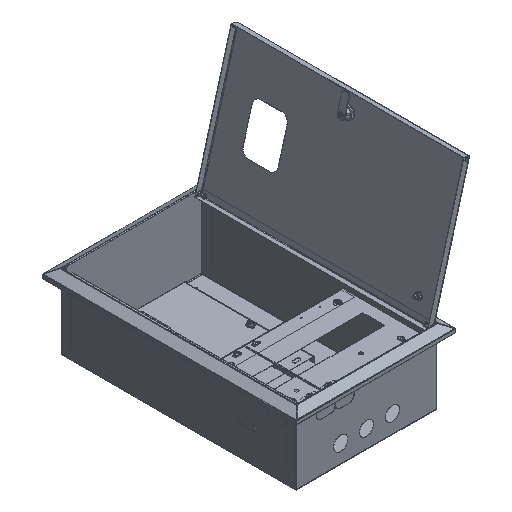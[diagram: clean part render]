
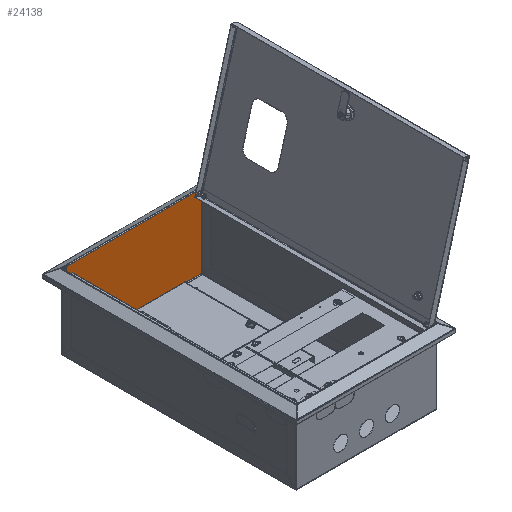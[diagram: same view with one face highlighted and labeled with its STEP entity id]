
A CAD part, isometric view. The second image highlights one B-rep face of the part: STEP entity #24138.
In plain terms, the highlighted planar face has unit normal (0, -1, 0).
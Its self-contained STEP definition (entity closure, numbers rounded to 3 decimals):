
#228 = EDGE_CURVE ( 'NONE', #14224, #2168, #26932, .T. ) ;
#810 = DIRECTION ( 'NONE',  ( 0., 1., 0. ) ) ;
#1075 = ORIENTED_EDGE ( 'NONE', *, *, #228, .F. ) ;
#1224 = CARTESIAN_POINT ( 'NONE',  ( 0., 499.3, 157.56 ) ) ;
#1954 = DIRECTION ( 'NONE',  ( 0., 0., 1. ) ) ;
#2168 = VERTEX_POINT ( 'NONE', #17536 ) ;
#2452 = CARTESIAN_POINT ( 'NONE',  ( 296.6, 499.3, 0. ) ) ;
#2527 = ORIENTED_EDGE ( 'NONE', *, *, #13185, .T. ) ;
#3882 = FACE_BOUND ( 'NONE', #32156, .T. ) ;
#4574 = VERTEX_POINT ( 'NONE', #9605 ) ;
#4809 = LINE ( 'NONE', #27476, #12598 ) ;
#5077 = CARTESIAN_POINT ( 'NONE',  ( 288.9, 499.3, 155.4 ) ) ;
#5951 = PLANE ( 'NONE',  #25357 ) ;
#6810 = DIRECTION ( 'NONE',  ( -1., 0., 0. ) ) ;
#7006 = EDGE_LOOP ( 'NONE', ( #2527, #30113 ) ) ;
#7107 = CIRCLE ( 'NONE', #32038, 2.1 ) ;
#7228 = CARTESIAN_POINT ( 'NONE',  ( 7.7, 499.3, 155.4 ) ) ;
#7675 = DIRECTION ( 'NONE',  ( 0., 1., 0. ) ) ;
#8234 = ORIENTED_EDGE ( 'NONE', *, *, #17792, .T. ) ;
#8411 = DIRECTION ( 'NONE',  ( 0., 1., 0. ) ) ;
#9361 = LINE ( 'NONE', #25503, #22573 ) ;
#9605 = CARTESIAN_POINT ( 'NONE',  ( 296.6, 499.3, 157.56 ) ) ;
#10215 = EDGE_LOOP ( 'NONE', ( #33853, #19060, #1075, #32799 ) ) ;
#10359 = CARTESIAN_POINT ( 'NONE',  ( 7.7, 499.3, 153.3 ) ) ;
#10615 = VERTEX_POINT ( 'NONE', #1224 ) ;
#12598 = VECTOR ( 'NONE', #24837, 1000. ) ;
#12992 = DIRECTION ( 'NONE',  ( 0., 0., 1. ) ) ;
#13185 = EDGE_CURVE ( 'NONE', #16144, #15515, #25309, .T. ) ;
#13748 = CARTESIAN_POINT ( 'NONE',  ( 296.6, 499.3, 1. ) ) ;
#14156 = CARTESIAN_POINT ( 'NONE',  ( 288.9, 499.3, 151.2 ) ) ;
#14224 = VERTEX_POINT ( 'NONE', #13748 ) ;
#15515 = VERTEX_POINT ( 'NONE', #14156 ) ;
#16002 = AXIS2_PLACEMENT_3D ( 'NONE', #10359, #28866, #12992 ) ;
#16135 = EDGE_CURVE ( 'NONE', #14224, #4574, #25197, .T. ) ;
#16144 = VERTEX_POINT ( 'NONE', #5077 ) ;
#17442 = CARTESIAN_POINT ( 'NONE',  ( 7.7, 499.3, 151.2 ) ) ;
#17536 = CARTESIAN_POINT ( 'NONE',  ( 0., 499.3, 1. ) ) ;
#17702 = DIRECTION ( 'NONE',  ( 0., 1., 0. ) ) ;
#17792 = EDGE_CURVE ( 'NONE', #32965, #30805, #7107, .T. ) ;
#17844 = FACE_BOUND ( 'NONE', #7006, .T. ) ;
#18816 = CIRCLE ( 'NONE', #33942, 2.1 ) ;
#18927 = VECTOR ( 'NONE', #20832, 1000. ) ;
#19060 = ORIENTED_EDGE ( 'NONE', *, *, #29572, .T. ) ;
#19166 = DIRECTION ( 'NONE',  ( 0., 0., 1. ) ) ;
#20832 = DIRECTION ( 'NONE',  ( 0., 0., 1. ) ) ;
#21099 = EDGE_CURVE ( 'NONE', #4574, #10615, #4809, .T. ) ;
#21334 = ORIENTED_EDGE ( 'NONE', *, *, #23442, .T. ) ;
#22573 = VECTOR ( 'NONE', #28176, 1000. ) ;
#23442 = EDGE_CURVE ( 'NONE', #30805, #32965, #28258, .T. ) ;
#23487 = CARTESIAN_POINT ( 'NONE',  ( 288.9, 499.3, 153.3 ) ) ;
#24138 = ADVANCED_FACE ( 'NONE', ( #17844, #3882, #26541 ), #5951, .F. ) ;
#24217 = CARTESIAN_POINT ( 'NONE',  ( 7.7, 499.3, 153.3 ) ) ;
#24837 = DIRECTION ( 'NONE',  ( -1., 0., 0. ) ) ;
#25197 = LINE ( 'NONE', #2452, #18927 ) ;
#25309 = CIRCLE ( 'NONE', #31597, 2.1 ) ;
#25357 = AXIS2_PLACEMENT_3D ( 'NONE', #27074, #810, #19166 ) ;
#25503 = CARTESIAN_POINT ( 'NONE',  ( 0., 499.3, 0. ) ) ;
#26104 = VECTOR ( 'NONE', #6810, 1000. ) ;
#26145 = DIRECTION ( 'NONE',  ( 0., 0., 1. ) ) ;
#26541 = FACE_OUTER_BOUND ( 'NONE', #10215, .T. ) ;
#26874 = DIRECTION ( 'NONE',  ( 0., 0., 1. ) ) ;
#26932 = LINE ( 'NONE', #27797, #26104 ) ;
#27074 = CARTESIAN_POINT ( 'NONE',  ( 0., 499.3, 0. ) ) ;
#27476 = CARTESIAN_POINT ( 'NONE',  ( 298.332, 499.3, 157.56 ) ) ;
#27797 = CARTESIAN_POINT ( 'NONE',  ( 296.6, 499.3, 1. ) ) ;
#28176 = DIRECTION ( 'NONE',  ( 0., 0., -1. ) ) ;
#28258 = CIRCLE ( 'NONE', #16002, 2.1 ) ;
#28866 = DIRECTION ( 'NONE',  ( 0., 1., 0. ) ) ;
#29572 = EDGE_CURVE ( 'NONE', #10615, #2168, #9361, .T. ) ;
#30113 = ORIENTED_EDGE ( 'NONE', *, *, #32532, .T. ) ;
#30805 = VERTEX_POINT ( 'NONE', #7228 ) ;
#31597 = AXIS2_PLACEMENT_3D ( 'NONE', #33540, #17702, #1954 ) ;
#32038 = AXIS2_PLACEMENT_3D ( 'NONE', #24217, #8411, #26874 ) ;
#32156 = EDGE_LOOP ( 'NONE', ( #21334, #8234 ) ) ;
#32532 = EDGE_CURVE ( 'NONE', #15515, #16144, #18816, .T. ) ;
#32799 = ORIENTED_EDGE ( 'NONE', *, *, #16135, .T. ) ;
#32965 = VERTEX_POINT ( 'NONE', #17442 ) ;
#33540 = CARTESIAN_POINT ( 'NONE',  ( 288.9, 499.3, 153.3 ) ) ;
#33853 = ORIENTED_EDGE ( 'NONE', *, *, #21099, .T. ) ;
#33942 = AXIS2_PLACEMENT_3D ( 'NONE', #23487, #7675, #26145 ) ;
